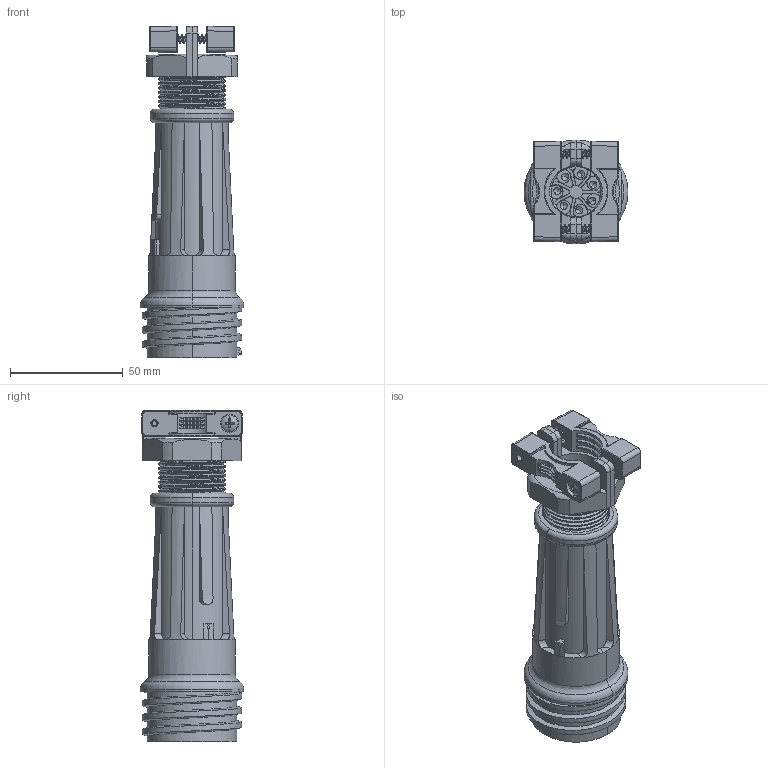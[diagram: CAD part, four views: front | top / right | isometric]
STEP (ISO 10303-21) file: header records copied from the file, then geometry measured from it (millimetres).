
FILE_DESCRIPTION(('STEP AP242'),'1');
FILE_NAME('pxa921-07-p.stp','2024-05-01T22:29:24',('TraceParts'),('TraceParts S.A.'),'Spatial InterOp 3D',' ',' ');
FILE_SCHEMA(('AP242_MANAGED_MODEL_BASED_3D_ENGINEERING_MIM_LF {1 0 10303 442 1 1 4}'));
Length unit declared in the file: millimetre
Products named in the file (1): pxa921-07-p_1
Bounding box: 46 x 46 x 146.65 mm (x, y, z)
Volume: 86513.4 mm3; surface area: 59835.9 mm2
Topology: 2 solids, 3 shells, 1548 faces, 4011 edges, 2562 vertices
Faces by surface type: plane 792, cylinder 423, cone 179, bspline 103, sphere 26, torus 25
Entity records: 81509 total; most frequent: CARTESIAN_POINT 44606, ORIENTED_EDGE 7966, DIRECTION 7135, EDGE_CURVE 3983, VERTEX_POINT 2562, LINE 2439, VECTOR 2439, AXIS2_PLACEMENT_3D 2348
